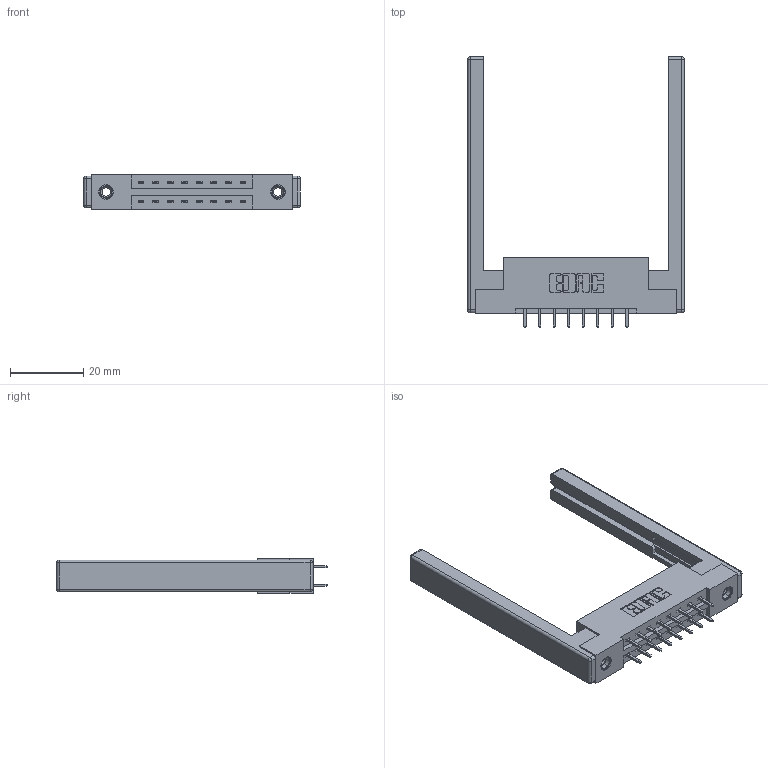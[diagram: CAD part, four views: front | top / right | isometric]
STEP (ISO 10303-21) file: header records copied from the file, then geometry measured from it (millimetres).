
FILE_DESCRIPTION (( 'STEP AP203' ), '1' );
FILE_NAME ('387-016-521-268.STEP', '2019-10-15T22:38:51', ( '' ), ( '' ), 'SwSTEP 2.0', 'SolidWorks 2016', '' );
FILE_SCHEMA (( 'CONFIG_CONTROL_DESIGN' ));
Length unit declared in the file: inch
Products named in the file (5): 345-292-001_345-293-121; 337 Part_Flush Mounting Lugs - 0.156 Dia-TI; 307-220-068; 345-250-001_345-250-001-102; 387-016-521-268
Assembly tree (21 placements, depth 2):
  387-016-521-268
    337 Part_Flush Mounting Lugs - 0.156 Dia-TI
    345-292-001_345-293-121  x16
    345-250-001_345-250-001-102  x2
    307-220-068  x2
Bounding box: 59.13 x 73.79 x 9.4 mm (x, y, z)
Volume: 10157.4 mm3; surface area: 10182.6 mm2
Topology: 21 solids, 21 shells, 1132 faces, 3277 edges, 2142 vertices
Faces by surface type: plane 766, cylinder 342, cone 12, sphere 8, torus 4
Entity records: 13378 total; most frequent: CARTESIAN_POINT 2247, ORIENTED_EDGE 2172, DIRECTION 2044, EDGE_CURVE 1086, VECTOR 908, LINE 908, VERTEX_POINT 714, AXIS2_PLACEMENT_3D 568
